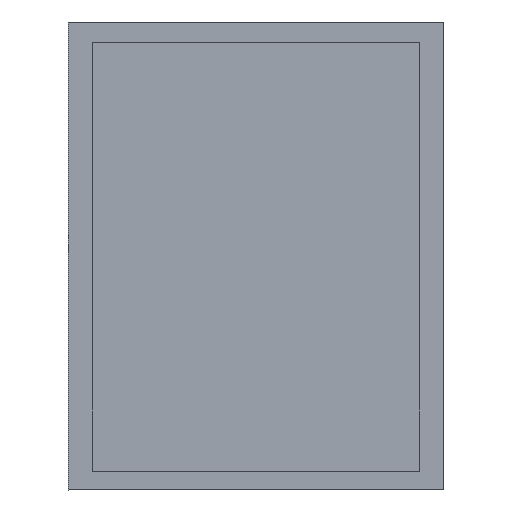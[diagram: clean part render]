
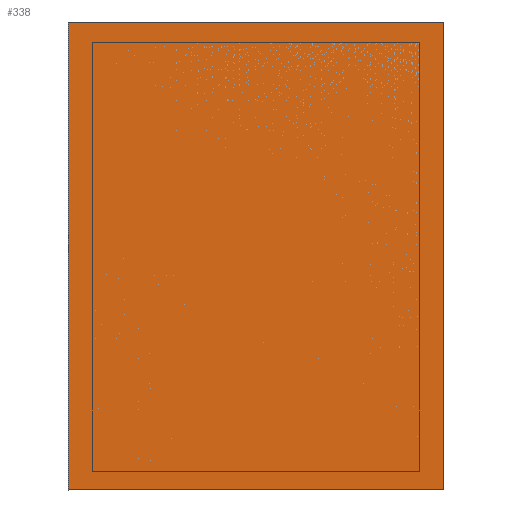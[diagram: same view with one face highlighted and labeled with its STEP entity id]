
A CAD part, front view. The second image highlights one B-rep face of the part: STEP entity #338.
In plain terms, the highlighted planar face has unit normal (0, -1, 0).
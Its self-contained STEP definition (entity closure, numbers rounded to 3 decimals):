
#3 = VERTEX_POINT ( 'NONE', #18 ) ;
#18 = CARTESIAN_POINT ( 'NONE',  ( -40.123, -20.76, 90. ) ) ;
#31 = VECTOR ( 'NONE', #96, 1000. ) ;
#46 = AXIS2_PLACEMENT_3D ( 'NONE', #169, #581, #625 ) ;
#70 = VERTEX_POINT ( 'NONE', #299 ) ;
#96 = DIRECTION ( 'NONE',  ( 0., 0., 1. ) ) ;
#113 = PLANE ( 'NONE',  #46 ) ;
#135 = EDGE_CURVE ( 'NONE', #372, #70, #504, .T. ) ;
#157 = VECTOR ( 'NONE', #467, 1000. ) ;
#160 = DIRECTION ( 'NONE',  ( 1., 0., 0. ) ) ;
#169 = CARTESIAN_POINT ( 'NONE',  ( 0., -20.76, -10. ) ) ;
#215 = CARTESIAN_POINT ( 'NONE',  ( 0., -20.76, 90. ) ) ;
#223 = FACE_OUTER_BOUND ( 'NONE', #364, .T. ) ;
#224 = ORIENTED_EDGE ( 'NONE', *, *, #630, .F. ) ;
#230 = ORIENTED_EDGE ( 'NONE', *, *, #549, .F. ) ;
#231 = VECTOR ( 'NONE', #624, 1000. ) ;
#247 = CARTESIAN_POINT ( 'NONE',  ( 40.123, -20.76, 90. ) ) ;
#277 = CARTESIAN_POINT ( 'NONE',  ( -40.123, -20.76, -10. ) ) ;
#292 = ORIENTED_EDGE ( 'NONE', *, *, #135, .T. ) ;
#296 = ORIENTED_EDGE ( 'NONE', *, *, #508, .T. ) ;
#299 = CARTESIAN_POINT ( 'NONE',  ( 40.123, -20.76, -10. ) ) ;
#338 = ADVANCED_FACE ( 'NONE', ( #223 ), #113, .T. ) ;
#364 = EDGE_LOOP ( 'NONE', ( #224, #292, #296, #230 ) ) ;
#368 = VECTOR ( 'NONE', #160, 1000. ) ;
#372 = VERTEX_POINT ( 'NONE', #277 ) ;
#408 = CARTESIAN_POINT ( 'NONE',  ( 0., -20.76, -10. ) ) ;
#415 = CARTESIAN_POINT ( 'NONE',  ( 40.123, -20.76, -10. ) ) ;
#449 = CARTESIAN_POINT ( 'NONE',  ( -40.123, -20.76, -10. ) ) ;
#456 = LINE ( 'NONE', #449, #31 ) ;
#467 = DIRECTION ( 'NONE',  ( 0., 0., 1. ) ) ;
#504 = LINE ( 'NONE', #408, #368 ) ;
#508 = EDGE_CURVE ( 'NONE', #70, #632, #568, .T. ) ;
#520 = LINE ( 'NONE', #215, #231 ) ;
#549 = EDGE_CURVE ( 'NONE', #3, #632, #520, .T. ) ;
#568 = LINE ( 'NONE', #415, #157 ) ;
#581 = DIRECTION ( 'NONE',  ( 0., -1., 0. ) ) ;
#624 = DIRECTION ( 'NONE',  ( 1., 0., 0. ) ) ;
#625 = DIRECTION ( 'NONE',  ( 1., 0., 0. ) ) ;
#630 = EDGE_CURVE ( 'NONE', #372, #3, #456, .T. ) ;
#632 = VERTEX_POINT ( 'NONE', #247 ) ;
